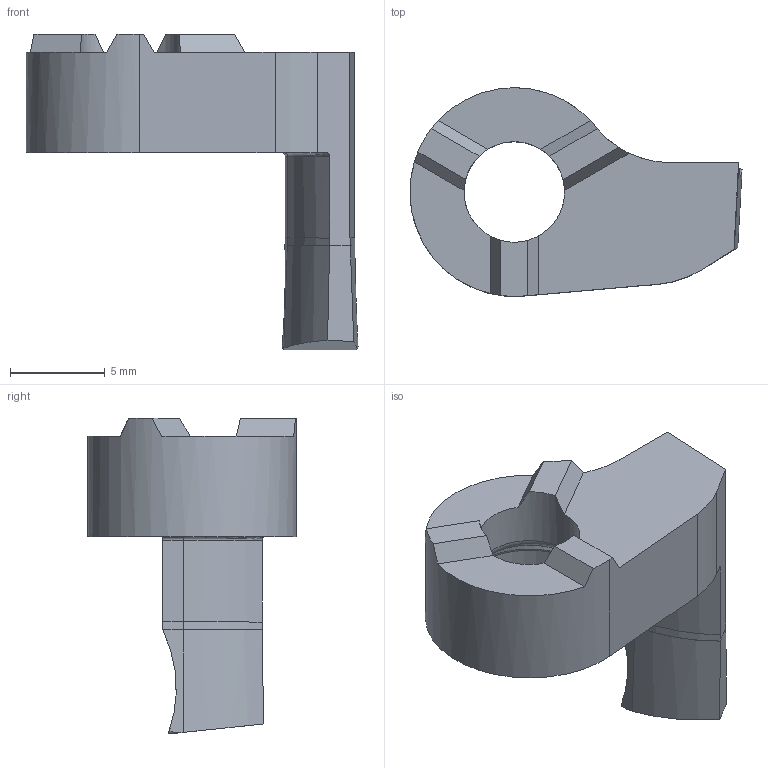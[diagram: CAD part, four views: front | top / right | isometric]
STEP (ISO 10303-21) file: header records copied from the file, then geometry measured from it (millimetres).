
FILE_DESCRIPTION(/* description */ (''),/* implementation_level */ '2;1');
FILE_NAME(/* name */ '1589364728390.stp',/* time_stamp */ '2020-05-13T15:42:24+05:00',/* author */ (''),/* organization */ ('SMS'),/* preprocessor_version */ 'ST-DEVELOPER v16.7',/* originating_system */ 'SIEMENS PLM Software NX 12.0',/* authorisation */ '');
FILE_SCHEMA (('AUTOMOTIVE_DESIGN { 1 0 10303 214 3 1 1 1 }'));
Length unit declared in the file: millimetre
Products named in the file (1): 202723691mod000_00
Bounding box: 17.49 x 11 x 16.65 mm (x, y, z)
Volume: 724.2 mm3; surface area: 775.9 mm2
Topology: 2 solids, 2 shells, 43 faces, 114 edges, 77 vertices
Faces by surface type: plane 26, cylinder 12, torus 3, cone 1, bspline 1
Full cylindrical faces by diameter (mm): 5.3 x1, 7.3 x1
Entity records: 1459 total; most frequent: CARTESIAN_POINT 411, ORIENTED_EDGE 214, DIRECTION 194, EDGE_CURVE 107, VERTEX_POINT 72, AXIS2_PLACEMENT_3D 71, LINE 52, VECTOR 52
